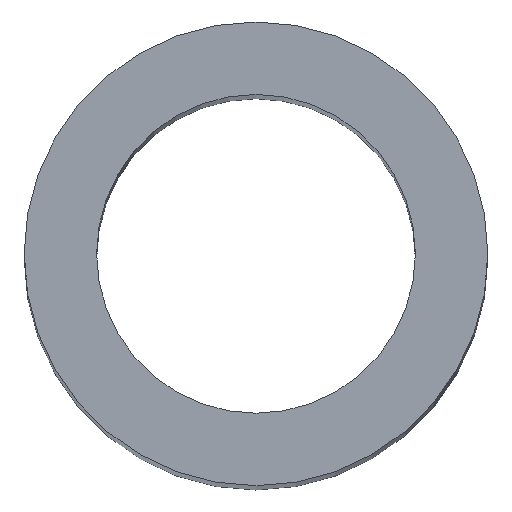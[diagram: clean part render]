
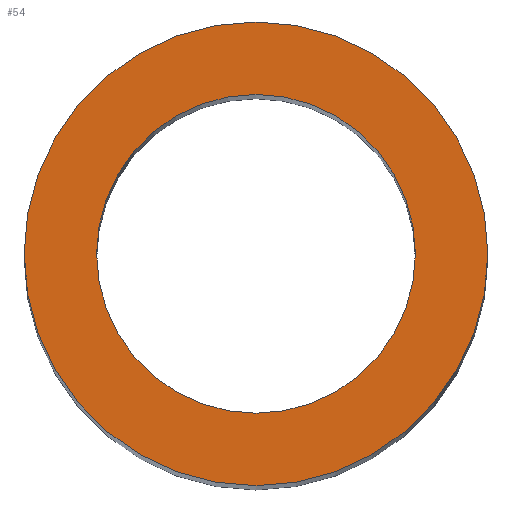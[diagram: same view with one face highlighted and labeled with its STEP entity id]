
A CAD part, top view. The second image highlights one B-rep face of the part: STEP entity #54.
In plain terms, the highlighted planar face has unit normal (0, 0, 1).
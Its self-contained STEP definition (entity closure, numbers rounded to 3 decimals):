
#54=ADVANCED_FACE('',(#66,#68),#70,.T.);
#66=FACE_BOUND('',#67,.T.);
#67=EDGE_LOOP('',(#95));
#68=FACE_BOUND('',#69,.T.);
#69=EDGE_LOOP('',(#96));
#70=PLANE('',#71);
#71=AXIS2_PLACEMENT_3D('',#72,#73,#74);
#72=CARTESIAN_POINT('',(0.,0.,34.));
#73=DIRECTION('',(0.,0.,1.));
#74=DIRECTION('',(-1.,0.,0.));
#95=ORIENTED_EDGE('',*,*,#103,.T.);
#96=ORIENTED_EDGE('',*,*,#104,.T.);
#103=EDGE_CURVE('',#109,#109,#110,.T.);
#104=EDGE_CURVE('',#111,#111,#112,.F.);
#109=VERTEX_POINT('',#123);
#110=CIRCLE('',#124,3.2);
#111=VERTEX_POINT('',#128);
#112=CIRCLE('',#129,2.2);
#123=CARTESIAN_POINT('',(-3.2,0.,34.));
#124=AXIS2_PLACEMENT_3D('',#125,#126,#127);
#125=CARTESIAN_POINT('',(0.,0.,34.));
#126=DIRECTION('',(0.,0.,1.));
#127=DIRECTION('',(-1.,0.,0.));
#128=CARTESIAN_POINT('',(-2.2,0.,34.));
#129=AXIS2_PLACEMENT_3D('',#130,#131,#132);
#130=CARTESIAN_POINT('',(0.,0.,34.));
#131=DIRECTION('',(0.,0.,1.));
#132=DIRECTION('',(-1.,0.,0.));
